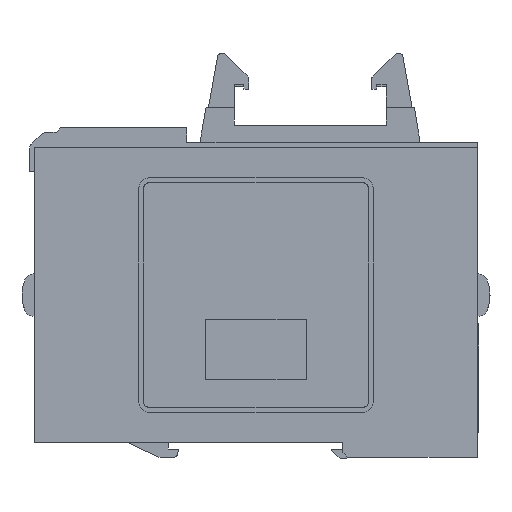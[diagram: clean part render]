
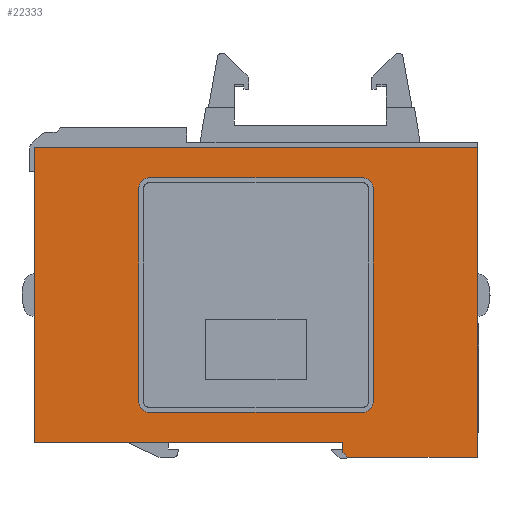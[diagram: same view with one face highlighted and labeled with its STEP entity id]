
A CAD part, left-side view. The second image highlights one B-rep face of the part: STEP entity #22333.
In plain terms, the highlighted planar face has unit normal (-1, 0, 0).
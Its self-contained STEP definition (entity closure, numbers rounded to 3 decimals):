
#368 = CARTESIAN_POINT ( 'NONE',  ( -25.9, -18.552, -32.874 ) ) ;
#538 = ORIENTED_EDGE ( 'NONE', *, *, #2342, .T. ) ;
#880 = ORIENTED_EDGE ( 'NONE', *, *, #10368, .F. ) ;
#885 = LINE ( 'NONE', #16302, #6302 ) ;
#947 = EDGE_CURVE ( 'NONE', #21782, #1232, #16102, .T. ) ;
#1073 = EDGE_CURVE ( 'NONE', #7390, #3907, #15734, .T. ) ;
#1232 = VERTEX_POINT ( 'NONE', #12195 ) ;
#1358 = CARTESIAN_POINT ( 'NONE',  ( -25.9, 44.874, -29.874 ) ) ;
#1637 = CARTESIAN_POINT ( 'NONE',  ( -25.9, -17.626, -31.948 ) ) ;
#1946 = CARTESIAN_POINT ( 'NONE',  ( -25.9, -44.874, 29.874 ) ) ;
#1991 = DIRECTION ( 'NONE',  ( 0., 0., 1. ) ) ;
#2342 = EDGE_CURVE ( 'NONE', #21506, #26265, #21066, .T. ) ;
#2500 = CARTESIAN_POINT ( 'NONE',  ( -25.9, 44.874, 29.874 ) ) ;
#2686 = LINE ( 'NONE', #7530, #12924 ) ;
#2823 = ORIENTED_EDGE ( 'NONE', *, *, #19988, .T. ) ;
#2887 = LINE ( 'NONE', #10981, #8331 ) ;
#3521 = AXIS2_PLACEMENT_3D ( 'NONE', #12168, #26481, #14206 ) ;
#3662 = FACE_BOUND ( 'NONE', #18438, .T. ) ;
#3868 = DIRECTION ( 'NONE',  ( -1., 0., 0. ) ) ;
#3907 = VERTEX_POINT ( 'NONE', #19055 ) ;
#4860 = DIRECTION ( 'NONE',  ( 1., 0., 0. ) ) ;
#4903 = DIRECTION ( 'NONE',  ( 1., 0., 0. ) ) ;
#4953 = LINE ( 'NONE', #13877, #9744 ) ;
#5079 = EDGE_CURVE ( 'NONE', #26265, #10737, #19698, .T. ) ;
#5424 = ORIENTED_EDGE ( 'NONE', *, *, #1073, .T. ) ;
#5645 = ORIENTED_EDGE ( 'NONE', *, *, #5079, .T. ) ;
#5820 = CARTESIAN_POINT ( 'NONE',  ( -25.9, -17.626, -31.948 ) ) ;
#6302 = VECTOR ( 'NONE', #1991, 1000. ) ;
#6586 = CARTESIAN_POINT ( 'NONE',  ( -25.9, 23.75, 21.75 ) ) ;
#6633 = EDGE_CURVE ( 'NONE', #15861, #21371, #885, .T. ) ;
#7053 = ORIENTED_EDGE ( 'NONE', *, *, #21687, .T. ) ;
#7234 = ORIENTED_EDGE ( 'NONE', *, *, #19652, .T. ) ;
#7390 = VERTEX_POINT ( 'NONE', #13123 ) ;
#7530 = CARTESIAN_POINT ( 'NONE',  ( -25.9, -23.75, 0. ) ) ;
#8331 = VECTOR ( 'NONE', #23275, 1000. ) ;
#9081 = AXIS2_PLACEMENT_3D ( 'NONE', #16131, #3868, #18192 ) ;
#9178 = LINE ( 'NONE', #12151, #20125 ) ;
#9583 = CARTESIAN_POINT ( 'NONE',  ( -25.9, -21.75, 23.75 ) ) ;
#9744 = VECTOR ( 'NONE', #24297, 1000. ) ;
#9773 = VECTOR ( 'NONE', #14274, 1000. ) ;
#9822 = DIRECTION ( 'NONE',  ( 1., 0., 0. ) ) ;
#9844 = ORIENTED_EDGE ( 'NONE', *, *, #16035, .T. ) ;
#10255 = VECTOR ( 'NONE', #13861, 1000. ) ;
#10368 = EDGE_CURVE ( 'NONE', #17893, #15861, #4953, .T. ) ;
#10737 = VERTEX_POINT ( 'NONE', #19901 ) ;
#10981 = CARTESIAN_POINT ( 'NONE',  ( -25.9, 0., 29.874 ) ) ;
#11101 = EDGE_CURVE ( 'NONE', #20312, #17893, #20938, .T. ) ;
#11268 = VECTOR ( 'NONE', #15261, 1000. ) ;
#11760 = DIRECTION ( 'NONE',  ( 0., 0., -1. ) ) ;
#11833 = EDGE_CURVE ( 'NONE', #1232, #14998, #26173, .T. ) ;
#12151 = CARTESIAN_POINT ( 'NONE',  ( -25.9, 23.75, 0. ) ) ;
#12168 = CARTESIAN_POINT ( 'NONE',  ( -25.9, 21.75, 21.75 ) ) ;
#12195 = CARTESIAN_POINT ( 'NONE',  ( -25.9, -44.874, -32.874 ) ) ;
#12266 = CIRCLE ( 'NONE', #20443, 2. ) ;
#12739 = EDGE_CURVE ( 'NONE', #20312, #14998, #19995, .T. ) ;
#12881 = ORIENTED_EDGE ( 'NONE', *, *, #11101, .F. ) ;
#12924 = VECTOR ( 'NONE', #11760, 1000. ) ;
#13123 = CARTESIAN_POINT ( 'NONE',  ( -25.9, -21.75, -23.75 ) ) ;
#13212 = ORIENTED_EDGE ( 'NONE', *, *, #12739, .T. ) ;
#13861 = DIRECTION ( 'NONE',  ( 0., 1., 0. ) ) ;
#13877 = CARTESIAN_POINT ( 'NONE',  ( -25.9, 44.874, -29.874 ) ) ;
#14025 = CARTESIAN_POINT ( 'NONE',  ( -25.9, 0., -23.75 ) ) ;
#14189 = DIRECTION ( 'NONE',  ( 0., 0., 1. ) ) ;
#14206 = DIRECTION ( 'NONE',  ( 0., 0., -1. ) ) ;
#14274 = DIRECTION ( 'NONE',  ( 0., 1., 0. ) ) ;
#14551 = FACE_OUTER_BOUND ( 'NONE', #14595, .T. ) ;
#14595 = EDGE_LOOP ( 'NONE', ( #2823, #21003, #880, #12881, #13212, #25014, #14912 ) ) ;
#14912 = ORIENTED_EDGE ( 'NONE', *, *, #947, .F. ) ;
#14998 = VERTEX_POINT ( 'NONE', #368 ) ;
#15261 = DIRECTION ( 'NONE',  ( 0., 0., -1. ) ) ;
#15358 = CARTESIAN_POINT ( 'NONE',  ( -25.9, -44.874, -29.874 ) ) ;
#15433 = AXIS2_PLACEMENT_3D ( 'NONE', #17233, #4903, #19275 ) ;
#15734 = LINE ( 'NONE', #14025, #10255 ) ;
#15861 = VERTEX_POINT ( 'NONE', #1358 ) ;
#15928 = DIRECTION ( 'NONE',  ( 0., 0., 1. ) ) ;
#16035 = EDGE_CURVE ( 'NONE', #22205, #25541, #9178, .T. ) ;
#16069 = CIRCLE ( 'NONE', #22858, 2. ) ;
#16102 = LINE ( 'NONE', #15358, #11268 ) ;
#16131 = CARTESIAN_POINT ( 'NONE',  ( -25.9, 0., 0. ) ) ;
#16302 = CARTESIAN_POINT ( 'NONE',  ( -25.9, 44.874, -29.874 ) ) ;
#16492 = EDGE_CURVE ( 'NONE', #25541, #21506, #25799, .T. ) ;
#17190 = CARTESIAN_POINT ( 'NONE',  ( -25.9, 21.75, -21.75 ) ) ;
#17233 = CARTESIAN_POINT ( 'NONE',  ( -25.9, -21.75, 21.75 ) ) ;
#17893 = VERTEX_POINT ( 'NONE', #25986 ) ;
#18192 = DIRECTION ( 'NONE',  ( 0., 0., 1. ) ) ;
#18438 = EDGE_LOOP ( 'NONE', ( #7053, #7234, #5424, #23952, #9844, #21937, #538, #5645 ) ) ;
#18738 = EDGE_CURVE ( 'NONE', #3907, #22205, #12266, .T. ) ;
#19055 = CARTESIAN_POINT ( 'NONE',  ( -25.9, 21.75, -23.75 ) ) ;
#19239 = DIRECTION ( 'NONE',  ( 0., 0., -1. ) ) ;
#19275 = DIRECTION ( 'NONE',  ( 0., 0., -1. ) ) ;
#19652 = EDGE_CURVE ( 'NONE', #19701, #7390, #16069, .T. ) ;
#19698 = CIRCLE ( 'NONE', #15433, 2. ) ;
#19701 = VERTEX_POINT ( 'NONE', #22257 ) ;
#19901 = CARTESIAN_POINT ( 'NONE',  ( -25.9, -23.75, 21.75 ) ) ;
#19988 = EDGE_CURVE ( 'NONE', #21782, #21371, #2887, .T. ) ;
#19995 = LINE ( 'NONE', #5820, #24797 ) ;
#20125 = VECTOR ( 'NONE', #14189, 1000. ) ;
#20183 = PLANE ( 'NONE',  #9081 ) ;
#20207 = DIRECTION ( 'NONE',  ( 0., -1., 0. ) ) ;
#20312 = VERTEX_POINT ( 'NONE', #20434 ) ;
#20434 = CARTESIAN_POINT ( 'NONE',  ( -25.9, -17.626, -31.948 ) ) ;
#20443 = AXIS2_PLACEMENT_3D ( 'NONE', #17190, #4860, #19239 ) ;
#20938 = LINE ( 'NONE', #1637, #21581 ) ;
#21003 = ORIENTED_EDGE ( 'NONE', *, *, #6633, .F. ) ;
#21066 = LINE ( 'NONE', #23335, #25856 ) ;
#21366 = CARTESIAN_POINT ( 'NONE',  ( -25.9, 21.75, 23.75 ) ) ;
#21371 = VERTEX_POINT ( 'NONE', #2500 ) ;
#21506 = VERTEX_POINT ( 'NONE', #21366 ) ;
#21581 = VECTOR ( 'NONE', #15928, 1000. ) ;
#21687 = EDGE_CURVE ( 'NONE', #10737, #19701, #2686, .T. ) ;
#21782 = VERTEX_POINT ( 'NONE', #1946 ) ;
#21795 = CARTESIAN_POINT ( 'NONE',  ( -25.9, 23.75, -21.75 ) ) ;
#21937 = ORIENTED_EDGE ( 'NONE', *, *, #16492, .T. ) ;
#22170 = CARTESIAN_POINT ( 'NONE',  ( -25.9, -21.75, -21.75 ) ) ;
#22205 = VERTEX_POINT ( 'NONE', #21795 ) ;
#22257 = CARTESIAN_POINT ( 'NONE',  ( -25.9, -23.75, -21.75 ) ) ;
#22333 = ADVANCED_FACE ( 'NONE', ( #3662, #14551 ), #20183, .T. ) ;
#22459 = CARTESIAN_POINT ( 'NONE',  ( -25.9, -44.874, -32.874 ) ) ;
#22858 = AXIS2_PLACEMENT_3D ( 'NONE', #22170, #9822, #24202 ) ;
#23275 = DIRECTION ( 'NONE',  ( 0., 1., 0. ) ) ;
#23335 = CARTESIAN_POINT ( 'NONE',  ( -25.9, 0., 23.75 ) ) ;
#23952 = ORIENTED_EDGE ( 'NONE', *, *, #18738, .T. ) ;
#24202 = DIRECTION ( 'NONE',  ( 0., 0., -1. ) ) ;
#24297 = DIRECTION ( 'NONE',  ( 0., 1., 0. ) ) ;
#24444 = DIRECTION ( 'NONE',  ( 0., -0.707, -0.707 ) ) ;
#24797 = VECTOR ( 'NONE', #24444, 1000. ) ;
#25014 = ORIENTED_EDGE ( 'NONE', *, *, #11833, .F. ) ;
#25541 = VERTEX_POINT ( 'NONE', #6586 ) ;
#25799 = CIRCLE ( 'NONE', #3521, 2. ) ;
#25856 = VECTOR ( 'NONE', #20207, 1000. ) ;
#25986 = CARTESIAN_POINT ( 'NONE',  ( -25.9, -17.626, -29.874 ) ) ;
#26173 = LINE ( 'NONE', #22459, #9773 ) ;
#26265 = VERTEX_POINT ( 'NONE', #9583 ) ;
#26481 = DIRECTION ( 'NONE',  ( 1., 0., 0. ) ) ;
